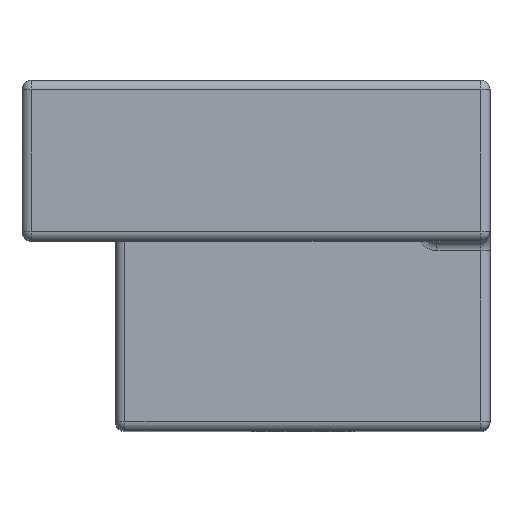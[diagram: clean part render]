
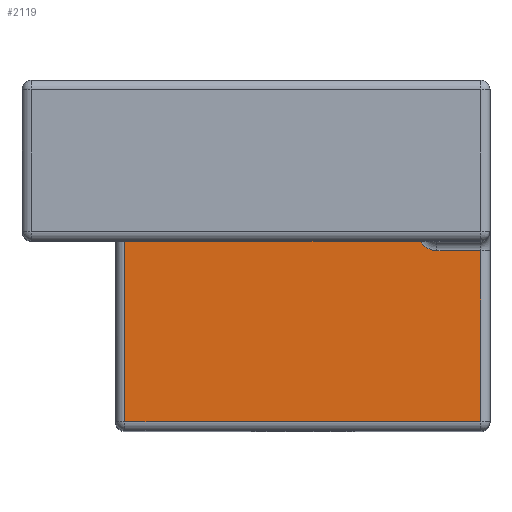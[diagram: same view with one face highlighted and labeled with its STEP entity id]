
A CAD part, top view. The second image highlights one B-rep face of the part: STEP entity #2119.
In plain terms, the highlighted planar face has unit normal (0, 0, 1).
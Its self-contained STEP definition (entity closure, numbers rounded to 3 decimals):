
#47=PLANE('',#2396);
#206=FACE_OUTER_BOUND('',#347,.T.);
#347=EDGE_LOOP('',(#1717,#1718,#1719,#1720,#1721,#1722,#1723,#1724,#1725,
#1726,#1727));
#413=LINE('',#3201,#567);
#437=LINE('',#3720,#591);
#446=LINE('',#3782,#600);
#451=LINE('',#3815,#605);
#454=LINE('',#3821,#608);
#496=LINE('',#3975,#650);
#500=LINE('',#3984,#654);
#504=LINE('',#3990,#658);
#508=LINE('',#3996,#662);
#535=LINE('',#4045,#689);
#567=VECTOR('',#2481,10.);
#591=VECTOR('',#2645,10.);
#600=VECTOR('',#2716,10.);
#605=VECTOR('',#2753,10.);
#608=VECTOR('',#2760,10.);
#650=VECTOR('',#2940,10.);
#654=VECTOR('',#2950,10.);
#658=VECTOR('',#2958,10.);
#662=VECTOR('',#2966,10.);
#689=VECTOR('',#3025,10.);
#763=CIRCLE('',#2252,1.2);
#844=VERTEX_POINT('',#3185);
#848=VERTEX_POINT('',#3199);
#907=VERTEX_POINT('',#3695);
#916=VERTEX_POINT('',#3714);
#917=VERTEX_POINT('',#3716);
#920=VERTEX_POINT('',#3726);
#928=VERTEX_POINT('',#3749);
#936=VERTEX_POINT('',#3772);
#950=VERTEX_POINT('',#3810);
#951=VERTEX_POINT('',#3814);
#990=VERTEX_POINT('',#3980);
#1023=EDGE_CURVE('',#848,#844,#413,.T.);
#1108=EDGE_CURVE('',#916,#917,#763,.T.);
#1110=EDGE_CURVE('',#844,#916,#437,.T.);
#1140=EDGE_CURVE('',#936,#920,#446,.T.);
#1155=EDGE_CURVE('',#951,#950,#451,.T.);
#1159=EDGE_CURVE('',#950,#928,#454,.T.);
#1238=EDGE_CURVE('',#917,#936,#496,.T.);
#1243=EDGE_CURVE('',#928,#990,#500,.T.);
#1247=EDGE_CURVE('',#907,#951,#504,.T.);
#1251=EDGE_CURVE('',#920,#907,#508,.T.);
#1280=EDGE_CURVE('',#990,#848,#535,.T.);
#1717=ORIENTED_EDGE('',*,*,#1280,.F.);
#1718=ORIENTED_EDGE('',*,*,#1243,.F.);
#1719=ORIENTED_EDGE('',*,*,#1159,.F.);
#1720=ORIENTED_EDGE('',*,*,#1155,.F.);
#1721=ORIENTED_EDGE('',*,*,#1247,.F.);
#1722=ORIENTED_EDGE('',*,*,#1251,.F.);
#1723=ORIENTED_EDGE('',*,*,#1140,.F.);
#1724=ORIENTED_EDGE('',*,*,#1238,.F.);
#1725=ORIENTED_EDGE('',*,*,#1108,.F.);
#1726=ORIENTED_EDGE('',*,*,#1110,.F.);
#1727=ORIENTED_EDGE('',*,*,#1023,.F.);
#2119=ADVANCED_FACE('',(#206),#47,.T.);
#2252=AXIS2_PLACEMENT_3D('',#3717,#2639,#2640);
#2396=AXIS2_PLACEMENT_3D('',#4047,#3027,#3028);
#2481=DIRECTION('',(1.,0.,0.));
#2639=DIRECTION('center_axis',(0.,0.,1.));
#2640=DIRECTION('ref_axis',(-0.707,-0.707,0.));
#2645=DIRECTION('',(0.,-1.,0.));
#2716=DIRECTION('',(0.,-1.,0.));
#2753=DIRECTION('',(-1.,0.,0.));
#2760=DIRECTION('',(0.,1.,0.));
#2940=DIRECTION('',(1.,0.,0.));
#2950=DIRECTION('',(1.,0.,0.));
#2958=DIRECTION('',(0.,1.,0.));
#2966=DIRECTION('',(-1.,0.,0.));
#3025=DIRECTION('',(0.,-1.,0.));
#3027=DIRECTION('center_axis',(0.,0.,1.));
#3028=DIRECTION('ref_axis',(0.,-1.,0.));
#3185=CARTESIAN_POINT('',(9.4,-8.1,-6.5));
#3199=CARTESIAN_POINT('',(-14.6,-8.1,-6.5));
#3201=CARTESIAN_POINT('',(-10.,-8.1,-6.5));
#3695=CARTESIAN_POINT('',(-9.4,-22.45,-6.5));
#3714=CARTESIAN_POINT('',(9.4,-10.3,-6.5));
#3716=CARTESIAN_POINT('',(10.6,-11.5,-6.5));
#3717=CARTESIAN_POINT('Origin',(10.6,-10.3,-6.5));
#3720=CARTESIAN_POINT('',(9.4,-6.625,-6.5));
#3726=CARTESIAN_POINT('',(13.4,-22.45,-6.5));
#3749=CARTESIAN_POINT('',(-15.4,-6.6,-6.5));
#3772=CARTESIAN_POINT('',(13.4,-11.5,-6.5));
#3782=CARTESIAN_POINT('',(13.4,-6.625,-6.5));
#3810=CARTESIAN_POINT('',(-15.4,-10.3,-6.5));
#3814=CARTESIAN_POINT('',(-9.4,-10.3,-6.5));
#3815=CARTESIAN_POINT('',(-10.,-10.3,-6.5));
#3821=CARTESIAN_POINT('',(-15.4,-6.625,-6.5));
#3975=CARTESIAN_POINT('',(-10.,-11.5,-6.5));
#3980=CARTESIAN_POINT('',(-14.6,-6.6,-6.5));
#3984=CARTESIAN_POINT('',(-13.,-6.6,-6.5));
#3990=CARTESIAN_POINT('',(-9.4,-12.238,-6.5));
#3996=CARTESIAN_POINT('',(2.,-22.45,-6.5));
#4045=CARTESIAN_POINT('',(-14.6,-7.125,-6.5));
#4047=CARTESIAN_POINT('Origin',(-10.,-7.5,-6.5));
